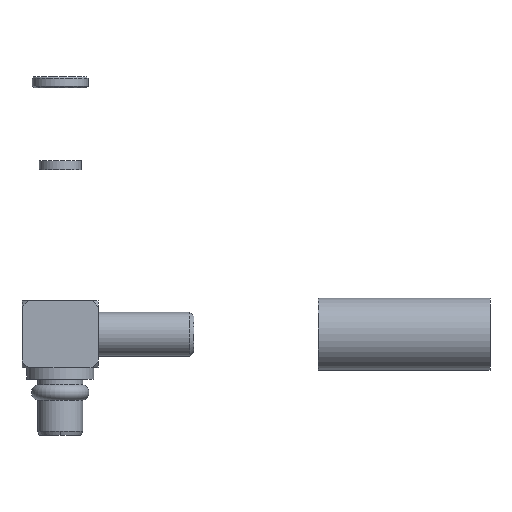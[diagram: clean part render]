
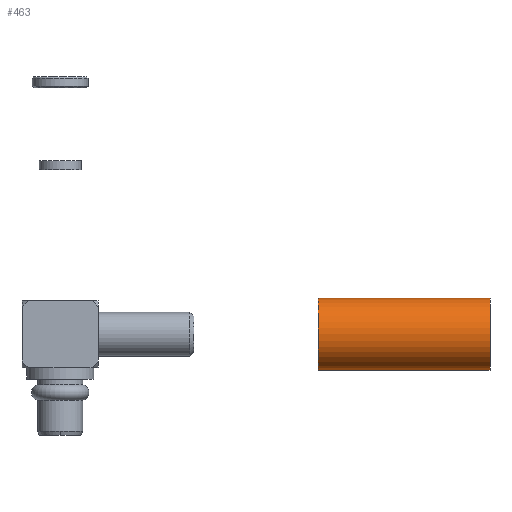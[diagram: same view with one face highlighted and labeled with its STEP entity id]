
A CAD part, left-side view. The second image highlights one B-rep face of the part: STEP entity #463.
In plain terms, the highlighted cylindrical face has radius 1.892 mm (diameter 3.785 mm), a partial arc.
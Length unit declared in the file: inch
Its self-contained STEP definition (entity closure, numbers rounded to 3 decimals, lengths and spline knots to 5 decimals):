
#63 = ORIENTED_EDGE ( 'NONE', *, *, #651, .F. ) ;
#457 = EDGE_CURVE ( 'NONE', #637, #556, #1604, .T. ) ;
#463 = ADVANCED_FACE ( 'NONE', ( #1591 ), #1590, .T. ) ;
#464 = EDGE_LOOP ( 'NONE', ( #465, #63, #697, #701 ) ) ;
#465 = ORIENTED_EDGE ( 'NONE', *, *, #555, .F. ) ;
#552 = VERTEX_POINT ( 'NONE', #2009 ) ;
#553 = VERTEX_POINT ( 'NONE', #2008 ) ;
#555 = EDGE_CURVE ( 'NONE', #552, #556, #2007, .T. ) ;
#556 = VERTEX_POINT ( 'NONE', #2003 ) ;
#637 = VERTEX_POINT ( 'NONE', #2256 ) ;
#647 = EDGE_CURVE ( 'NONE', #553, #637, #2250, .T. ) ;
#651 = EDGE_CURVE ( 'NONE', #553, #552, #2276, .T. ) ;
#697 = ORIENTED_EDGE ( 'NONE', *, *, #647, .T. ) ;
#701 = ORIENTED_EDGE ( 'NONE', *, *, #457, .T. ) ;
#1584 = DIRECTION ( 'NONE',  ( 0., 0., -1. ) ) ;
#1585 = DIRECTION ( 'NONE',  ( 0., -1., 0. ) ) ;
#1586 = CARTESIAN_POINT ( 'NONE',  ( 0., 0.354, 0. ) ) ;
#1587 = AXIS2_PLACEMENT_3D ( 'NONE', #1586, #1585, #1584 ) ;
#1590 = CYLINDRICAL_SURFACE ( 'NONE', #1587, 0.0745 ) ;
#1591 = FACE_OUTER_BOUND ( 'NONE', #464, .T. ) ;
#1597 = DIRECTION ( 'NONE',  ( 0., 0., 1. ) ) ;
#1598 = DIRECTION ( 'NONE',  ( 0., 1., 0. ) ) ;
#1599 = CARTESIAN_POINT ( 'NONE',  ( 0., 0., 0. ) ) ;
#1600 = AXIS2_PLACEMENT_3D ( 'NONE', #1599, #1598, #1597 ) ;
#1604 = CIRCLE ( 'NONE', #1600, 0.0745 ) ;
#2003 = CARTESIAN_POINT ( 'NONE',  ( 0., 0., 0.0745 ) ) ;
#2004 = DIRECTION ( 'NONE',  ( 0., -1., 0. ) ) ;
#2005 = VECTOR ( 'NONE', #2004, 39.37008 ) ;
#2006 = CARTESIAN_POINT ( 'NONE',  ( 0., 0.354, 0.0745 ) ) ;
#2007 = LINE ( 'NONE', #2006, #2005 ) ;
#2008 = CARTESIAN_POINT ( 'NONE',  ( 0., 0.354, -0.0745 ) ) ;
#2009 = CARTESIAN_POINT ( 'NONE',  ( 0., 0.354, 0.0745 ) ) ;
#2248 = DIRECTION ( 'NONE',  ( 0., -1., 0. ) ) ;
#2249 = CARTESIAN_POINT ( 'NONE',  ( 0., 0.354, -0.0745 ) ) ;
#2250 = LINE ( 'NONE', #2249, #2285 ) ;
#2256 = CARTESIAN_POINT ( 'NONE',  ( 0., 0., -0.0745 ) ) ;
#2273 = DIRECTION ( 'NONE',  ( 0., 0., 1. ) ) ;
#2274 = DIRECTION ( 'NONE',  ( 0., 1., 0. ) ) ;
#2275 = AXIS2_PLACEMENT_3D ( 'NONE', #2280, #2274, #2273 ) ;
#2276 = CIRCLE ( 'NONE', #2275, 0.0745 ) ;
#2280 = CARTESIAN_POINT ( 'NONE',  ( 0., 0.354, 0. ) ) ;
#2285 = VECTOR ( 'NONE', #2248, 39.37008 ) ;
